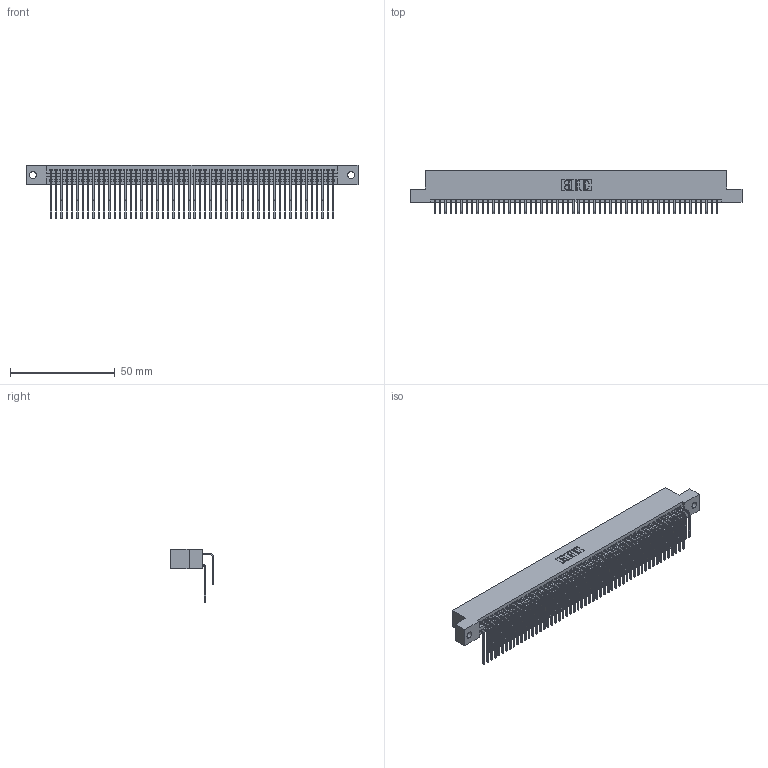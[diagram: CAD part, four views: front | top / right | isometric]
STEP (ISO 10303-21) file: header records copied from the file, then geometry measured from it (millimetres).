
FILE_DESCRIPTION (( 'STEP AP203' ), '1' );
FILE_NAME ('345-108-559-202.STEP', '2018-10-07T08:03:46', ( '' ), ( '' ), 'SwSTEP 2.0', 'SolidWorks 2016', '' );
FILE_SCHEMA (( 'CONFIG_CONTROL_DESIGN' ));
Length unit declared in the file: inch
Products named in the file (4): 345-292-001_558 559 Tail - 1; 345-108-559-202; 345 Part_Flush Mounting Lugs - 0.128 Dia; 345-292-001_559 Tail - 2
Assembly tree (109 placements, depth 2):
  345-108-559-202
    345 Part_Flush Mounting Lugs - 0.128 Dia
    345-292-001_558 559 Tail - 1  x54
    345-292-001_559 Tail - 2  x54
Bounding box: 158.37 x 20.56 x 25.53 mm (x, y, z)
Volume: 16081.9 mm3; surface area: 26661 mm2
Topology: 109 solids, 109 shells, 5742 faces, 17081 edges, 11242 vertices
Faces by surface type: plane 3860, cylinder 1882
Entity records: 42409 total; most frequent: CARTESIAN_POINT 7143, ORIENTED_EDGE 7026, DIRECTION 6257, EDGE_CURVE 3513, VECTOR 3125, LINE 3125, VERTEX_POINT 2338, AXIS2_PLACEMENT_3D 1566
